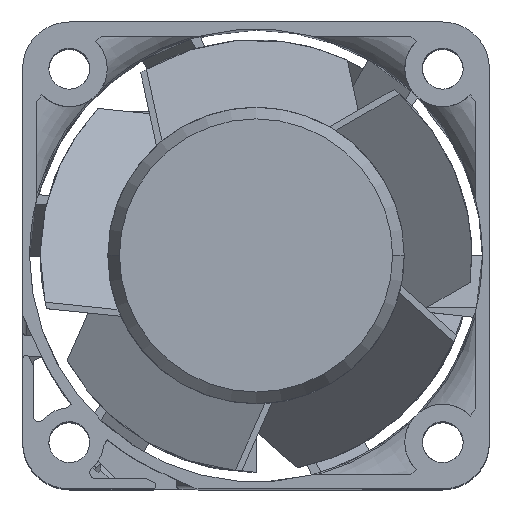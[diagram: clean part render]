
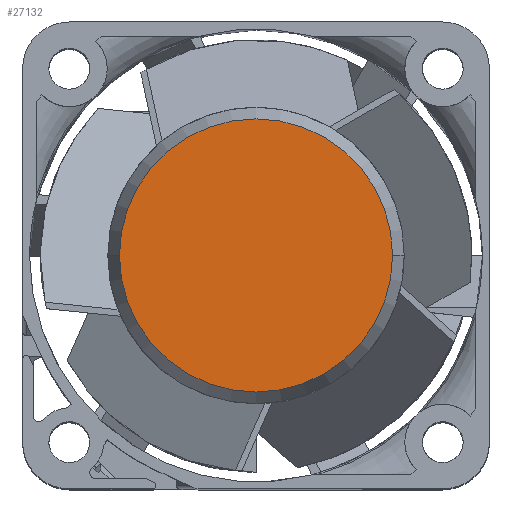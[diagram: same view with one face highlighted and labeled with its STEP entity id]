
A CAD part, top view. The second image highlights one B-rep face of the part: STEP entity #27132.
In plain terms, the highlighted planar face has unit normal (0, 0, 1).
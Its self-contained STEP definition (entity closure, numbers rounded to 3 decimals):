
#26440=CARTESIAN_POINT('',(0.,0.,27.));
#26441=DIRECTION('',(0.,0.,1.));
#26442=DIRECTION('',(-1.,0.,0.));
#26443=AXIS2_PLACEMENT_3D('',#26440,#26441,#26442);
#26445=CARTESIAN_POINT('',(0.,0.,27.));
#26446=DIRECTION('',(0.,0.,1.));
#26447=DIRECTION('',(1.,0.,0.));
#26448=AXIS2_PLACEMENT_3D('',#26445,#26446,#26447);
#26489=CARTESIAN_POINT('',(-11.7,0.,27.));
#26490=CARTESIAN_POINT('',(11.7,0.,27.));
#26491=VERTEX_POINT('',#26489);
#26492=VERTEX_POINT('',#26490);
#27122=CARTESIAN_POINT('',(0.,0.,27.));
#27123=DIRECTION('',(0.,0.,1.));
#27124=DIRECTION('',(1.,0.,0.));
#27125=AXIS2_PLACEMENT_3D('',#27122,#27123,#27124);
#27126=PLANE('',#27125);
#27127=ORIENTED_EDGE('',*,*,#27112,.F.);
#27129=ORIENTED_EDGE('',*,*,#27128,.F.);
#27130=EDGE_LOOP('',(#27127,#27129));
#27131=FACE_OUTER_BOUND('',#27130,.F.);
#27132=ADVANCED_FACE('',(#27131),#27126,.T.);
#26444=CIRCLE('',#26443,11.7);
#26449=CIRCLE('',#26448,11.7);
#27112=EDGE_CURVE('',#26491,#26492,#26444,.T.);
#27128=EDGE_CURVE('',#26492,#26491,#26449,.T.);
